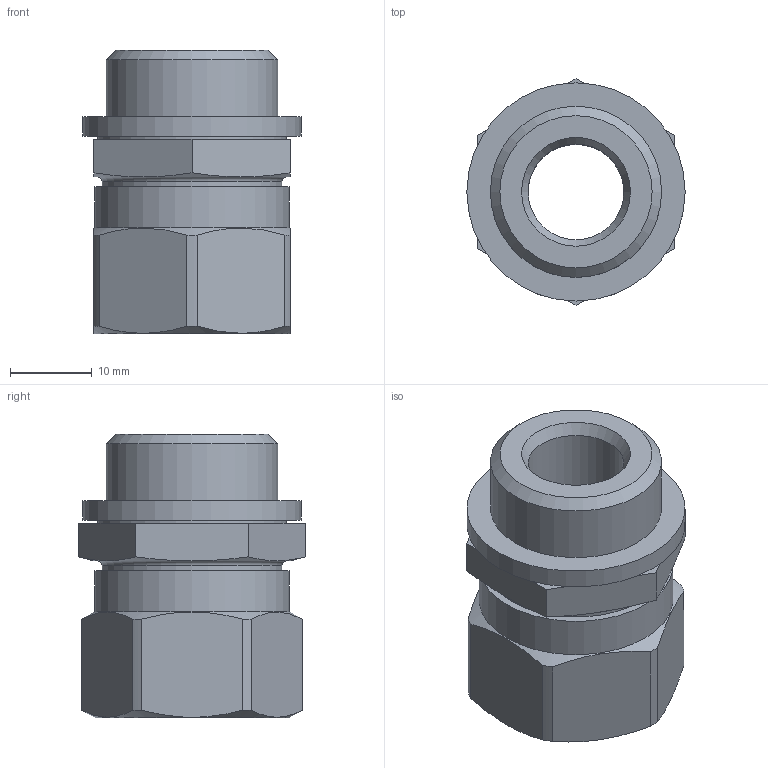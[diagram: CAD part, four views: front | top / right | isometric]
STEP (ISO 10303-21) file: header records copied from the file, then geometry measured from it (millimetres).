
FILE_DESCRIPTION(/* description */ ('STEP AP214'),/* implementation_level */ '2;1');
FILE_NAME(/* name */ '4098_CK-1_2-PK-13',/* time_stamp */ '2024-08-05T10:33:25+02:00',/* author */ ('License CC BY-ND 4.0'),/* organization */ ('CADENAS'),/* preprocessor_version */ 'ST-DEVELOPER v19.3',/* originating_system */ 'PARTsolutions',/* authorisation */ ' ');
FILE_SCHEMA (('AUTOMOTIVE_DESIGN {1 0 10303 214 3 1 1}'));
Length unit declared in the file: millimetre
Products named in the file (1): 4098 CK-1/2-PK-13
Bounding box: 26.7 x 27.71 x 34.7 mm (x, y, z)
Volume: 10283.6 mm3; surface area: 6445.1 mm2
Topology: 1 solids, 1 shells, 56 faces, 121 edges, 76 vertices
Faces by surface type: plane 23, cylinder 16, cone 12, torus 5
Full cylindrical faces by diameter (mm): 11.7 x1, 13 x1, 13.8 x1, 17.9 x1, 20.917 x1, 20.955 x1, 22 x1, 23.05 x1, 23.8 x1, 26.7 x1
Entity records: 1852 total; most frequent: CARTESIAN_POINT 325, DIRECTION 234, ORIENTED_EDGE 192, AXIS2_PLACEMENT_3D 105, EDGE_CURVE 96, EDGE_LOOP 88, FACE_BOUND 88, VERTEX_POINT 72
